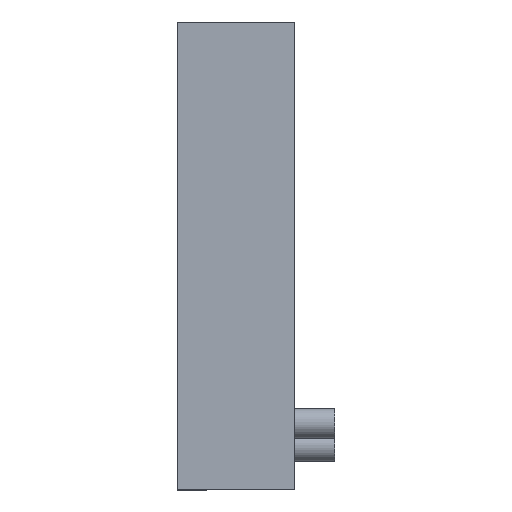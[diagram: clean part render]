
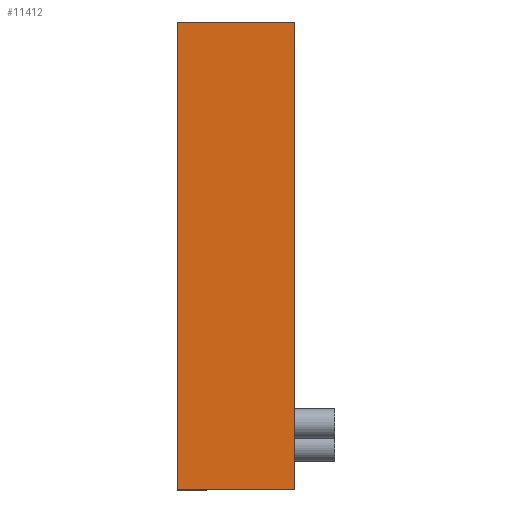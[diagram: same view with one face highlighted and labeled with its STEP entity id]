
A CAD part, left-side view. The second image highlights one B-rep face of the part: STEP entity #11412.
In plain terms, the highlighted planar face has unit normal (-1, 0, 0).
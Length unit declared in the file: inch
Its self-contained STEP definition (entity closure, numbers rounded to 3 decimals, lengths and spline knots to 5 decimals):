
#1078 = CARTESIAN_POINT ( 'NONE',  ( -10., -1., -10. ) ) ;
#1490 = CARTESIAN_POINT ( 'NONE',  ( -10., 4., 10. ) ) ;
#1972 = VECTOR ( 'NONE', #5886, 39.37008 ) ;
#2407 = CARTESIAN_POINT ( 'NONE',  ( -10., -1., 10. ) ) ;
#3109 = CARTESIAN_POINT ( 'NONE',  ( -10., -1., -10. ) ) ;
#3403 = VERTEX_POINT ( 'NONE', #26270 ) ;
#3620 = VECTOR ( 'NONE', #20379, 39.37008 ) ;
#5796 = AXIS2_PLACEMENT_3D ( 'NONE', #1490, #19354, #8393 ) ;
#5870 = VECTOR ( 'NONE', #19023, 39.37008 ) ;
#5886 = DIRECTION ( 'NONE',  ( 0., 0., 1. ) ) ;
#6338 = EDGE_CURVE ( 'NONE', #3403, #9382, #28343, .T. ) ;
#8393 = DIRECTION ( 'NONE',  ( 0., 0., -1. ) ) ;
#8863 = ORIENTED_EDGE ( 'NONE', *, *, #20656, .F. ) ;
#9382 = VERTEX_POINT ( 'NONE', #2407 ) ;
#10526 = CARTESIAN_POINT ( 'NONE',  ( -10., 4., -10. ) ) ;
#11412 = ADVANCED_FACE ( 'NONE', ( #25513 ), #21223, .F. ) ;
#11784 = CARTESIAN_POINT ( 'NONE',  ( -10., 4., -10. ) ) ;
#12342 = VERTEX_POINT ( 'NONE', #11784 ) ;
#12354 = EDGE_LOOP ( 'NONE', ( #25814, #27603, #12470, #8863 ) ) ;
#12470 = ORIENTED_EDGE ( 'NONE', *, *, #6338, .F. ) ;
#15380 = CARTESIAN_POINT ( 'NONE',  ( -10., 4., 10. ) ) ;
#16544 = EDGE_CURVE ( 'NONE', #12342, #27361, #20904, .T. ) ;
#18552 = LINE ( 'NONE', #27321, #1972 ) ;
#19023 = DIRECTION ( 'NONE',  ( 0., -1., 0. ) ) ;
#19354 = DIRECTION ( 'NONE',  ( 1., 0., 0. ) ) ;
#20379 = DIRECTION ( 'NONE',  ( 0., 0., -1. ) ) ;
#20656 = EDGE_CURVE ( 'NONE', #12342, #3403, #18552, .T. ) ;
#20904 = LINE ( 'NONE', #10526, #5870 ) ;
#21223 = PLANE ( 'NONE',  #5796 ) ;
#22047 = VECTOR ( 'NONE', #23898, 39.37008 ) ;
#22815 = LINE ( 'NONE', #3109, #3620 ) ;
#23898 = DIRECTION ( 'NONE',  ( 0., -1., 0. ) ) ;
#25513 = FACE_OUTER_BOUND ( 'NONE', #12354, .T. ) ;
#25814 = ORIENTED_EDGE ( 'NONE', *, *, #16544, .T. ) ;
#26270 = CARTESIAN_POINT ( 'NONE',  ( -10., 4., 10. ) ) ;
#27305 = EDGE_CURVE ( 'NONE', #9382, #27361, #22815, .T. ) ;
#27321 = CARTESIAN_POINT ( 'NONE',  ( -10., 4., 10. ) ) ;
#27361 = VERTEX_POINT ( 'NONE', #1078 ) ;
#27603 = ORIENTED_EDGE ( 'NONE', *, *, #27305, .F. ) ;
#28343 = LINE ( 'NONE', #15380, #22047 ) ;
